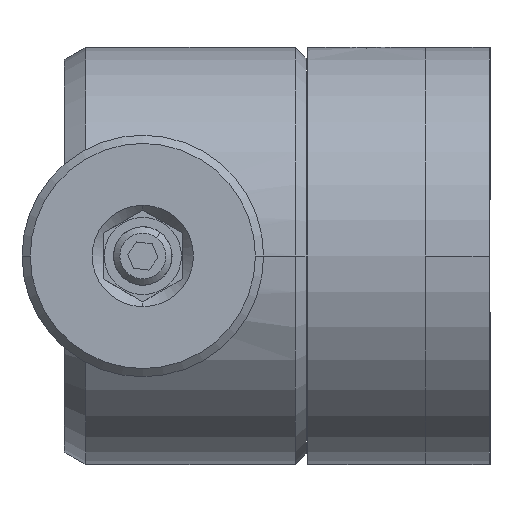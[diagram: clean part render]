
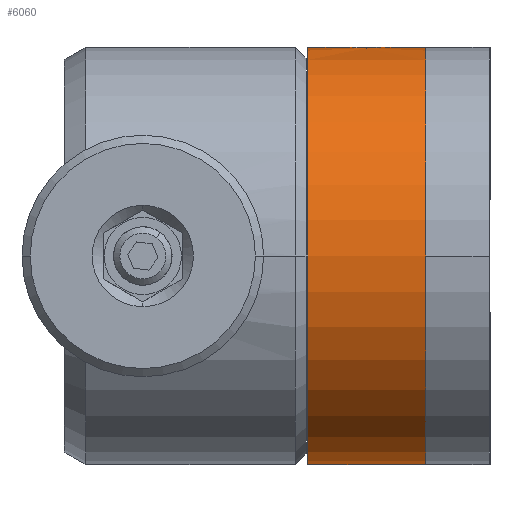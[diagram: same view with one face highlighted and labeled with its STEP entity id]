
A CAD part, left-side view. The second image highlights one B-rep face of the part: STEP entity #6060.
In plain terms, the highlighted cylindrical face has radius 12.497 mm (diameter 24.994 mm), a partial arc.
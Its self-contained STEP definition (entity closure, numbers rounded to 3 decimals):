
#48 = VERTEX_POINT ( 'NONE', #6128 ) ;
#75 = EDGE_LOOP ( 'NONE', ( #252, #5298, #2408, #2247, #4690, #6824, #974 ) ) ;
#130 = EDGE_CURVE ( 'NONE', #1235, #1106, #891, .T. ) ;
#252 = ORIENTED_EDGE ( 'NONE', *, *, #5974, .F. ) ;
#289 = VECTOR ( 'NONE', #6834, 1000. ) ;
#377 = FACE_OUTER_BOUND ( 'NONE', #75, .T. ) ;
#443 = CARTESIAN_POINT ( 'NONE',  ( 3.442, 2.69, 12.478 ) ) ;
#455 = CARTESIAN_POINT ( 'NONE',  ( 3.9, 1.339, 12.495 ) ) ;
#537 = VERTEX_POINT ( 'NONE', #4408 ) ;
#798 = EDGE_CURVE ( 'NONE', #1235, #48, #6405, .T. ) ;
#890 = DIRECTION ( 'NONE',  ( 0., -1., 0. ) ) ;
#891 = CIRCLE ( 'NONE', #6564, 12.497 ) ;
#927 = DIRECTION ( 'NONE',  ( 0., 1., 0. ) ) ;
#974 = ORIENTED_EDGE ( 'NONE', *, *, #4397, .T. ) ;
#1015 = CARTESIAN_POINT ( 'NONE',  ( 3.68, 2.928, 12.49 ) ) ;
#1106 = VERTEX_POINT ( 'NONE', #6396 ) ;
#1162 = CARTESIAN_POINT ( 'NONE',  ( 3.6, 1.488, 12.486 ) ) ;
#1188 = CARTESIAN_POINT ( 'NONE',  ( 3.443, 1.645, 12.479 ) ) ;
#1235 = VERTEX_POINT ( 'NONE', #3770 ) ;
#1493 = B_SPLINE_CURVE_WITH_KNOTS ( 'NONE', 3,
 ( #3825, #5544, #3287, #7290, #443, #1015, #5566, #4452 ),
 .UNSPECIFIED., .F., .F.,
 ( 4, 2, 2, 4 ),
 ( 0.001, 0.002, 0.002, 0.003 ),
 .UNSPECIFIED. ) ;
#1746 = CARTESIAN_POINT ( 'NONE',  ( 3.379, 1.74, 12.475 ) ) ;
#2113 = DIRECTION ( 'NONE',  ( 0., 1., 0. ) ) ;
#2209 = CARTESIAN_POINT ( 'NONE',  ( 3.272, 2.168, 12.468 ) ) ;
#2216 = CARTESIAN_POINT ( 'NONE',  ( 3.694, 1.424, 12.49 ) ) ;
#2247 = ORIENTED_EDGE ( 'NONE', *, *, #2263, .F. ) ;
#2263 = EDGE_CURVE ( 'NONE', #1106, #5784, #5982, .T. ) ;
#2405 = DIRECTION ( 'NONE',  ( 0., -1., 0. ) ) ;
#2408 = ORIENTED_EDGE ( 'NONE', *, *, #3639, .T. ) ;
#2489 = CARTESIAN_POINT ( 'NONE',  ( 4.123, 5.698, 12.497 ) ) ;
#2496 = CARTESIAN_POINT ( 'NONE',  ( 4.123, 5.698, 12.497 ) ) ;
#2737 = CARTESIAN_POINT ( 'NONE',  ( 4.123, 5.698, 0. ) ) ;
#2923 = AXIS2_PLACEMENT_3D ( 'NONE', #5589, #5658, #4447 ) ;
#3287 = CARTESIAN_POINT ( 'NONE',  ( 3.294, 2.39, 12.469 ) ) ;
#3608 = VERTEX_POINT ( 'NONE', #2209 ) ;
#3639 = EDGE_CURVE ( 'NONE', #3608, #5784, #1493, .T. ) ;
#3734 = CIRCLE ( 'NONE', #4244, 12.497 ) ;
#3770 = CARTESIAN_POINT ( 'NONE',  ( 4.123, 5.698, -12.497 ) ) ;
#3825 = CARTESIAN_POINT ( 'NONE',  ( 3.272, 2.168, 12.468 ) ) ;
#3844 = B_SPLINE_CURVE_WITH_KNOTS ( 'NONE', 3,
 ( #6711, #4925, #455, #2216, #1162, #1188, #1746, #4489, #6752, #4554 ),
 .UNSPECIFIED., .F., .F.,
 ( 4, 2, 2, 2, 4 ),
 ( 0., 0., 0.001, 0.001, 0.001 ),
 .UNSPECIFIED. ) ;
#3927 = LINE ( 'NONE', #2489, #289 ) ;
#3957 = CARTESIAN_POINT ( 'NONE',  ( 4.123, 1.317, 12.497 ) ) ;
#4244 = AXIS2_PLACEMENT_3D ( 'NONE', #7205, #927, #4880 ) ;
#4345 = VECTOR ( 'NONE', #890, 1000. ) ;
#4397 = EDGE_CURVE ( 'NONE', #48, #537, #3734, .T. ) ;
#4408 = CARTESIAN_POINT ( 'NONE',  ( 4.123, -1.363, 12.497 ) ) ;
#4447 = DIRECTION ( 'NONE',  ( 0., 0., -1. ) ) ;
#4452 = CARTESIAN_POINT ( 'NONE',  ( 4.123, 3.018, 12.497 ) ) ;
#4489 = CARTESIAN_POINT ( 'NONE',  ( 3.294, 1.944, 12.469 ) ) ;
#4554 = CARTESIAN_POINT ( 'NONE',  ( 3.272, 2.168, 12.468 ) ) ;
#4690 = ORIENTED_EDGE ( 'NONE', *, *, #130, .F. ) ;
#4870 = CARTESIAN_POINT ( 'NONE',  ( 4.123, 5.698, -12.497 ) ) ;
#4880 = DIRECTION ( 'NONE',  ( 0., 0., 1. ) ) ;
#4925 = CARTESIAN_POINT ( 'NONE',  ( 4.011, 1.317, 12.497 ) ) ;
#5158 = VERTEX_POINT ( 'NONE', #3957 ) ;
#5298 = ORIENTED_EDGE ( 'NONE', *, *, #6525, .T. ) ;
#5540 = VECTOR ( 'NONE', #2405, 1000. ) ;
#5544 = CARTESIAN_POINT ( 'NONE',  ( 3.272, 2.278, 12.468 ) ) ;
#5566 = CARTESIAN_POINT ( 'NONE',  ( 3.898, 3.018, 12.497 ) ) ;
#5589 = CARTESIAN_POINT ( 'NONE',  ( 4.123, 5.698, 0. ) ) ;
#5621 = CYLINDRICAL_SURFACE ( 'NONE', #2923, 12.497 ) ;
#5658 = DIRECTION ( 'NONE',  ( 0., -1., 0. ) ) ;
#5784 = VERTEX_POINT ( 'NONE', #6296 ) ;
#5974 = EDGE_CURVE ( 'NONE', #5158, #537, #3927, .T. ) ;
#5982 = LINE ( 'NONE', #2496, #5540 ) ;
#6060 = ADVANCED_FACE ( 'NONE', ( #377 ), #5621, .T. ) ;
#6128 = CARTESIAN_POINT ( 'NONE',  ( 4.123, -1.363, -12.497 ) ) ;
#6296 = CARTESIAN_POINT ( 'NONE',  ( 4.123, 3.018, 12.497 ) ) ;
#6396 = CARTESIAN_POINT ( 'NONE',  ( 4.123, 5.698, 12.497 ) ) ;
#6405 = LINE ( 'NONE', #4870, #4345 ) ;
#6525 = EDGE_CURVE ( 'NONE', #5158, #3608, #3844, .T. ) ;
#6564 = AXIS2_PLACEMENT_3D ( 'NONE', #2737, #2113, #6729 ) ;
#6711 = CARTESIAN_POINT ( 'NONE',  ( 4.123, 1.317, 12.497 ) ) ;
#6729 = DIRECTION ( 'NONE',  ( 0., 0., 1. ) ) ;
#6752 = CARTESIAN_POINT ( 'NONE',  ( 3.272, 2.056, 12.468 ) ) ;
#6824 = ORIENTED_EDGE ( 'NONE', *, *, #798, .T. ) ;
#6834 = DIRECTION ( 'NONE',  ( 0., -1., 0. ) ) ;
#7205 = CARTESIAN_POINT ( 'NONE',  ( 4.123, -1.363, 0. ) ) ;
#7290 = CARTESIAN_POINT ( 'NONE',  ( 3.379, 2.596, 12.475 ) ) ;
